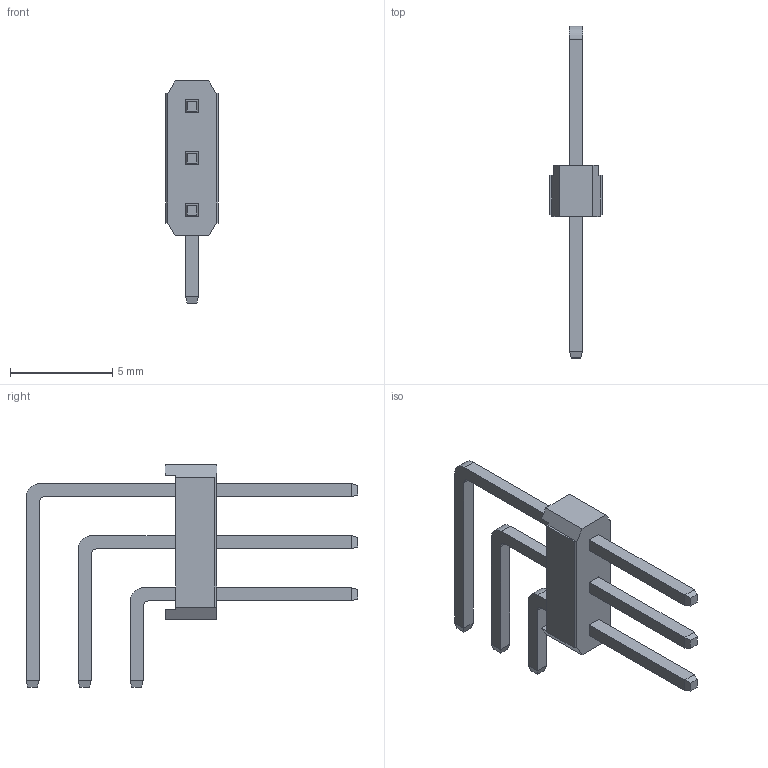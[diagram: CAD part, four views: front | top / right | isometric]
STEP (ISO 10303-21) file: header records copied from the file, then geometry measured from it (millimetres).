
FILE_DESCRIPTION((''),'2;1');
FILE_NAME('948-13-003_ASM','2014-04-09T',('Uwe.Kadritzke'),(''),'PRO/ENGINEER BY PARAMETRIC TECHNOLOGY CORPORATION, 2005110','PRO/ENGINEER BY PARAMETRIC TECHNOLOGY CORPORATION, 2005110','');
FILE_SCHEMA(('CONFIG_CONTROL_DESIGN'));
Length unit declared in the file: millimetre
Products named in the file (5): BODY_3; PRT0008; PRT0009; PRT0010; 948-13-003_ASM
Assembly tree (4 placements, depth 2):
  948-13-003_ASM
    BODY_3
    PRT0008
    PRT0009
    PRT0010
Bounding box: 2.54 x 16.2 x 10.84 mm (x, y, z)
Volume: 59.9 mm3; surface area: 247.6 mm2
Topology: 4 solids, 4 shells, 86 faces, 218 edges, 140 vertices
Faces by surface type: plane 80, cylinder 6
Entity records: 2689 total; most frequent: CARTESIAN_POINT 453, ORIENTED_EDGE 436, DIRECTION 432, EDGE_CURVE 218, VECTOR 194, LINE 194, VERTEX_POINT 140, AXIS2_PLACEMENT_3D 119
